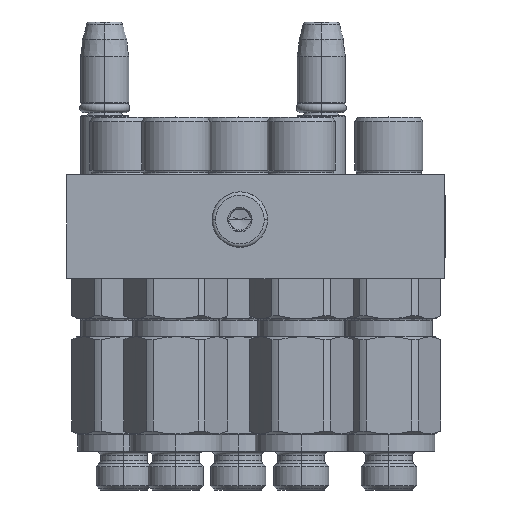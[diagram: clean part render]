
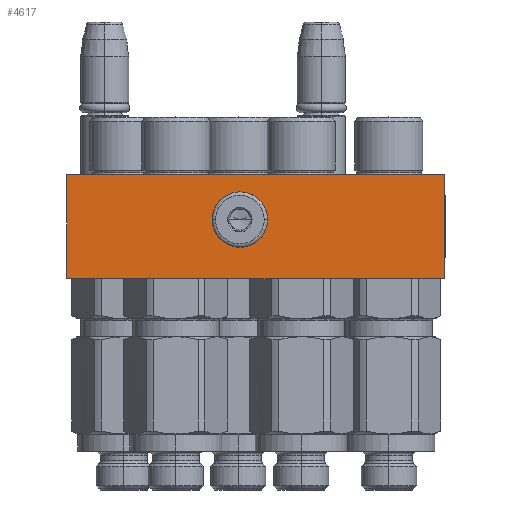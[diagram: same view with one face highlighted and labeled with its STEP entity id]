
A CAD part, front view. The second image highlights one B-rep face of the part: STEP entity #4617.
In plain terms, the highlighted face is planar.
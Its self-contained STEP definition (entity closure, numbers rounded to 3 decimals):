
#2602 = CARTESIAN_POINT ( 'NONE',  ( -9.719, 13.346, -50. ) ) ;
#2640 = CARTESIAN_POINT ( 'NONE',  ( -4.5, 7.78, -50. ) ) ;
#2760 = CARTESIAN_POINT ( 'NONE',  ( 0.72, 13., -50. ) ) ;
#4613 = PLANE ( 'NONE',  #27207 ) ;
#4617 = ADVANCED_FACE ( 'NONE', ( #23316, #22085 ), #4613, .T. ) ;
#5689 = VECTOR ( 'NONE', #13099, 1000. ) ;
#6529 = CARTESIAN_POINT ( 'NONE',  ( -3.135, 7.916, -50. ) ) ;
#6663 = CARTESIAN_POINT ( 'NONE',  ( -9.061, 15.629, -50. ) ) ;
#7002 = CARTESIAN_POINT ( 'NONE',  ( -0.325, 16.207, -50. ) ) ;
#7029 = CARTESIAN_POINT ( 'NONE',  ( 54.5, 0., -50. ) ) ;
#7573 = CARTESIAN_POINT ( 'NONE',  ( 54.5, 30., -50. ) ) ;
#8273 = CARTESIAN_POINT ( 'NONE',  ( 0.72, 13., -50. ) ) ;
#8766 = ORIENTED_EDGE ( 'NONE', *, *, #11621, .T. ) ;
#9004 = CARTESIAN_POINT ( 'NONE',  ( -5.865, 7.915, -50. ) ) ;
#9671 = CARTESIAN_POINT ( 'NONE',  ( -9.061, 10.37, -50. ) ) ;
#10412 = CARTESIAN_POINT ( 'NONE',  ( -1.87, 8.439, -50. ) ) ;
#10428 = VERTEX_POINT ( 'NONE', #35762 ) ;
#10536 = CARTESIAN_POINT ( 'NONE',  ( 0.653, 13.85, -50. ) ) ;
#10697 = CARTESIAN_POINT ( 'NONE',  ( 0.061, 15.63, -50. ) ) ;
#10873 = CARTESIAN_POINT ( 'NONE',  ( -9.446, 14.679, -50. ) ) ;
#11621 = EDGE_CURVE ( 'NONE', #29956, #19922, #22955, .T. ) ;
#12683 = CARTESIAN_POINT ( 'NONE',  ( 54.5, 0., -50. ) ) ;
#13067 = CARTESIAN_POINT ( 'NONE',  ( -9.454, 11.319, -50. ) ) ;
#13099 = DIRECTION ( 'NONE',  ( 0., 1., 0. ) ) ;
#13230 = CARTESIAN_POINT ( 'NONE',  ( -4.5, 7.78, -50. ) ) ;
#13534 = LINE ( 'NONE', #40319, #5689 ) ;
#13563 = CARTESIAN_POINT ( 'NONE',  ( -8.675, 9.793, -50. ) ) ;
#13733 = VERTEX_POINT ( 'NONE', #7573 ) ;
#13790 = CARTESIAN_POINT ( 'NONE',  ( 0.72, 13., -50. ) ) ;
#14273 = EDGE_CURVE ( 'NONE', #46786, #48377, #36360, .T. ) ;
#14772 = CARTESIAN_POINT ( 'NONE',  ( -5.865, 18.084, -50. ) ) ;
#15182 = DIRECTION ( 'NONE',  ( -1., 0., 0. ) ) ;
#15279 = ORIENTED_EDGE ( 'NONE', *, *, #47013, .T. ) ;
#15462 = DIRECTION ( 'NONE',  ( -1., 0., 0. ) ) ;
#16127 = CARTESIAN_POINT ( 'NONE',  ( 54.5, 0., -50. ) ) ;
#16284 = ORIENTED_EDGE ( 'NONE', *, *, #26218, .T. ) ;
#16548 = ORIENTED_EDGE ( 'NONE', *, *, #26990, .F. ) ;
#16566 = ORIENTED_EDGE ( 'NONE', *, *, #25772, .T. ) ;
#16797 = CARTESIAN_POINT ( 'NONE',  ( -9.72, 12.827, -50. ) ) ;
#18186 = CARTESIAN_POINT ( 'NONE',  ( -3.135, 18.085, -50. ) ) ;
#18362 = CARTESIAN_POINT ( 'NONE',  ( 0.711, 13.344, -50. ) ) ;
#18530 = CARTESIAN_POINT ( 'NONE',  ( 0.72, 13.173, -50. ) ) ;
#18697 = CARTESIAN_POINT ( 'NONE',  ( -9.388, 14.84, -50. ) ) ;
#19922 = VERTEX_POINT ( 'NONE', #41968 ) ;
#20742 = LINE ( 'NONE', #38344, #43187 ) ;
#20749 = CARTESIAN_POINT ( 'NONE',  ( -9.711, 12.656, -50. ) ) ;
#21926 = CARTESIAN_POINT ( 'NONE',  ( 0.454, 14.681, -50. ) ) ;
#22085 = FACE_OUTER_BOUND ( 'NONE', #45429, .T. ) ;
#22127 = CARTESIAN_POINT ( 'NONE',  ( 0.446, 11.321, -50. ) ) ;
#22258 = CARTESIAN_POINT ( 'NONE',  ( 0.553, 14.354, -50. ) ) ;
#22422 = CARTESIAN_POINT ( 'NONE',  ( -1.87, 17.56, -50. ) ) ;
#22603 = CARTESIAN_POINT ( 'NONE',  ( -9.586, 14.185, -50. ) ) ;
#22955 = LINE ( 'NONE', #12683, #41186 ) ;
#23316 = FACE_BOUND ( 'NONE', #31264, .T. ) ;
#23372 = CARTESIAN_POINT ( 'NONE',  ( -54.5, 30., -50. ) ) ;
#24818 = CARTESIAN_POINT ( 'NONE',  ( -9.653, 12.15, -50. ) ) ;
#25302 = CARTESIAN_POINT ( 'NONE',  ( -9.678, 12.317, -50. ) ) ;
#25373 = CARTESIAN_POINT ( 'NONE',  ( 0.686, 12.315, -50. ) ) ;
#25772 = EDGE_CURVE ( 'NONE', #19922, #48207, #13534, .T. ) ;
#25996 = EDGE_CURVE ( 'NONE', #29956, #13733, #30583, .T. ) ;
#26055 = CARTESIAN_POINT ( 'NONE',  ( 0.545, 11.647, -50. ) ) ;
#26178 = ORIENTED_EDGE ( 'NONE', *, *, #14273, .T. ) ;
#26218 = EDGE_CURVE ( 'NONE', #48377, #10428, #26940, .T. ) ;
#26521 = CARTESIAN_POINT ( 'NONE',  ( -9.72, 13., -50. ) ) ;
#26940 = B_SPLINE_CURVE_WITH_KNOTS ( 'NONE', 3,
 ( #32927, #16797, #20749, #25302, #24818, #36373, #13067, #9671, #13563, #47876, #44471, #9004, #40291, #13230 ),
 .UNSPECIFIED., .F., .F.,
 ( 4, 2, 2, 2, 2, 2, 4 ),
 ( 0., 0.031, 0.063, 0.125, 0.25, 0.375, 0.5 ),
 .UNSPECIFIED. ) ;
#26990 = EDGE_CURVE ( 'NONE', #13733, #48207, #20742, .T. ) ;
#27207 = AXIS2_PLACEMENT_3D ( 'NONE', #16127, #27731, #15462 ) ;
#27499 = CARTESIAN_POINT ( 'NONE',  ( -9.72, 13., -50. ) ) ;
#27731 = DIRECTION ( 'NONE',  ( 0., 0., -1. ) ) ;
#29311 = ORIENTED_EDGE ( 'NONE', *, *, #25996, .F. ) ;
#29798 = CARTESIAN_POINT ( 'NONE',  ( -3.815, 7.78, -50. ) ) ;
#29928 = CARTESIAN_POINT ( 'NONE',  ( -7.13, 17.561, -50. ) ) ;
#29956 = VERTEX_POINT ( 'NONE', #7029 ) ;
#30583 = LINE ( 'NONE', #46033, #39109 ) ;
#31264 = EDGE_LOOP ( 'NONE', ( #16284, #15279, #26178 ) ) ;
#32927 = CARTESIAN_POINT ( 'NONE',  ( -9.72, 13., -50. ) ) ;
#33838 = CARTESIAN_POINT ( 'NONE',  ( 0.586, 11.815, -50. ) ) ;
#34150 = CARTESIAN_POINT ( 'NONE',  ( -3.815, 18.22, -50. ) ) ;
#34323 = CARTESIAN_POINT ( 'NONE',  ( 0.678, 13.683, -50. ) ) ;
#35762 = CARTESIAN_POINT ( 'NONE',  ( -4.5, 7.78, -50. ) ) ;
#36155 = DIRECTION ( 'NONE',  ( -1., 0., 0. ) ) ;
#36360 = B_SPLINE_CURVE_WITH_KNOTS ( 'NONE', 3,
 ( #2760, #18530, #18362, #34323, #10536, #22258, #21926, #10697, #7002, #41792, #22422, #18186, #34150, #41964, #14772, #29928, #49410, #45686, #6663, #18697, #10873, #45854, #22603, #49739, #2602, #26521 ),
 .UNSPECIFIED., .F., .F.,
 ( 4, 2, 2, 2, 2, 2, 2, 2, 2, 2, 2, 2, 4 ),
 ( 0., 0.031, 0.062, 0.125, 0.25, 0.375, 0.5, 0.625, 0.75, 0.875, 0.906, 0.937, 1. ),
 .UNSPECIFIED. ) ;
#36373 = CARTESIAN_POINT ( 'NONE',  ( -9.553, 11.646, -50. ) ) ;
#37617 = CARTESIAN_POINT ( 'NONE',  ( -0.325, 9.793, -50. ) ) ;
#37789 = CARTESIAN_POINT ( 'NONE',  ( 0.719, 12.654, -50. ) ) ;
#38344 = CARTESIAN_POINT ( 'NONE',  ( 54.5, 30., -50. ) ) ;
#39109 = VECTOR ( 'NONE', #42310, 1000. ) ;
#40291 = CARTESIAN_POINT ( 'NONE',  ( -5.185, 7.78, -50. ) ) ;
#40319 = CARTESIAN_POINT ( 'NONE',  ( -54.5, 0., -50. ) ) ;
#41186 = VECTOR ( 'NONE', #36155, 1000. ) ;
#41512 = CARTESIAN_POINT ( 'NONE',  ( 0.061, 10.371, -50. ) ) ;
#41792 = CARTESIAN_POINT ( 'NONE',  ( -1.293, 17.175, -50. ) ) ;
#41964 = CARTESIAN_POINT ( 'NONE',  ( -5.185, 18.22, -50. ) ) ;
#41968 = CARTESIAN_POINT ( 'NONE',  ( -54.5, 0., -50. ) ) ;
#42310 = DIRECTION ( 'NONE',  ( 0., 1., 0. ) ) ;
#43187 = VECTOR ( 'NONE', #15182, 1000. ) ;
#44471 = CARTESIAN_POINT ( 'NONE',  ( -7.13, 8.44, -50. ) ) ;
#45372 = CARTESIAN_POINT ( 'NONE',  ( -1.293, 8.825, -50. ) ) ;
#45429 = EDGE_LOOP ( 'NONE', ( #16566, #16548, #29311, #8766 ) ) ;
#45686 = CARTESIAN_POINT ( 'NONE',  ( -8.675, 16.207, -50. ) ) ;
#45854 = CARTESIAN_POINT ( 'NONE',  ( -9.545, 14.353, -50. ) ) ;
#46033 = CARTESIAN_POINT ( 'NONE',  ( 54.5, 0., -50. ) ) ;
#46786 = VERTEX_POINT ( 'NONE', #8273 ) ;
#47013 = EDGE_CURVE ( 'NONE', #10428, #46786, #48867, .T. ) ;
#47876 = CARTESIAN_POINT ( 'NONE',  ( -7.707, 8.825, -50. ) ) ;
#48207 = VERTEX_POINT ( 'NONE', #23372 ) ;
#48377 = VERTEX_POINT ( 'NONE', #27499 ) ;
#48774 = CARTESIAN_POINT ( 'NONE',  ( 0.388, 11.16, -50. ) ) ;
#48867 = B_SPLINE_CURVE_WITH_KNOTS ( 'NONE', 3,
 ( #2640, #29798, #6529, #10412, #45372, #37617, #41512, #48774, #22127, #26055, #33838, #25373, #37789, #13790 ),
 .UNSPECIFIED., .F., .F.,
 ( 4, 2, 2, 2, 2, 2, 4 ),
 ( 0.5, 0.625, 0.75, 0.875, 0.906, 0.938, 1. ),
 .UNSPECIFIED. ) ;
#49410 = CARTESIAN_POINT ( 'NONE',  ( -7.707, 17.175, -50. ) ) ;
#49739 = CARTESIAN_POINT ( 'NONE',  ( -9.686, 13.685, -50. ) ) ;
